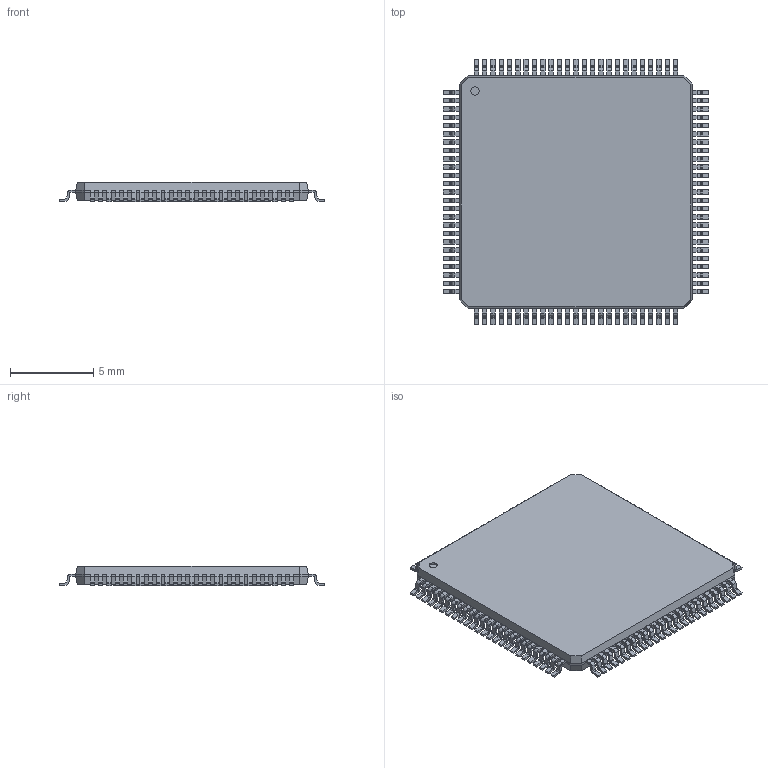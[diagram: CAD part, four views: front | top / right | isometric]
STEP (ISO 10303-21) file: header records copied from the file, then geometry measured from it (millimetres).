
FILE_DESCRIPTION((''),'2;1');
FILE_NAME('QFP50P1600X1600X120-101N-S950.stp','2011-05-10T14:16:41',(''),(''),'Mechanical Desktop 2011','Mechanical Desktop 2011',', , ');
FILE_SCHEMA(('AUTOMOTIVE_DESIGN { 1 2 10303 214 1 1 1 1 }'));
Length unit declared in the file: millimetre
Products named in the file (1): Product
Bounding box: 16 x 16 x 1.2 mm (x, y, z)
Volume: 226.2 mm3; surface area: 742.7 mm2
Topology: 102 solids, 102 shells, 1435 faces, 3674 edges, 2444 vertices
Faces by surface type: bspline 706, plane 527, cylinder 202
Entity records: 45855 total; most frequent: CARTESIAN_POINT 12472, ORIENTED_EDGE 7348, DIRECTION 5938, EDGE_CURVE 3674, VECTOR 2870, LINE 2870, VERTEX_POINT 2444, AXIS2_PLACEMENT_3D 1534
